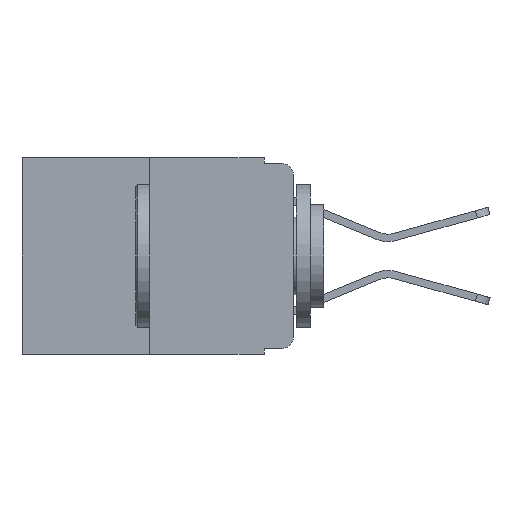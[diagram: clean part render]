
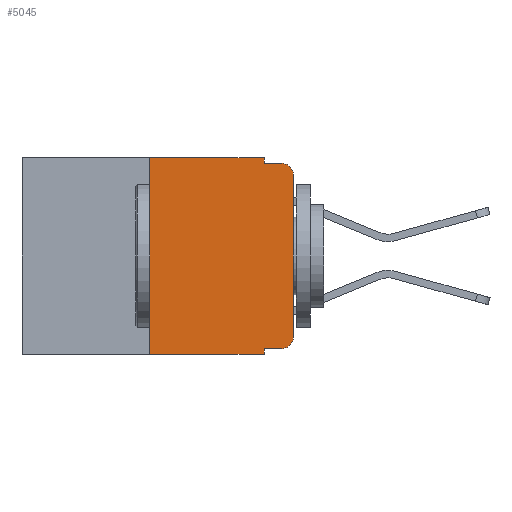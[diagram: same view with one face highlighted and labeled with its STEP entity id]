
A CAD part, left-side view. The second image highlights one B-rep face of the part: STEP entity #5045.
In plain terms, the highlighted planar face has unit normal (-1, 0, 0).
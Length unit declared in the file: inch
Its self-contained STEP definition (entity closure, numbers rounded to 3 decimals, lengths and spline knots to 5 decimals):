
#213 = CARTESIAN_POINT ( 'NONE',  ( 0., 0.051, 0. ) ) ;
#294 = CARTESIAN_POINT ( 'NONE',  ( 0., 0.25, 0. ) ) ;
#395 = CARTESIAN_POINT ( 'NONE',  ( 0., 0.02, -0.03 ) ) ;
#597 = EDGE_CURVE ( 'NONE', #6215, #2841, #767, .T. ) ;
#694 = EDGE_CURVE ( 'NONE', #2103, #11213, #6545, .T. ) ;
#729 = ORIENTED_EDGE ( 'NONE', *, *, #1376, .T. ) ;
#767 = CIRCLE ( 'NONE', #5641, 0.02 ) ;
#938 = VERTEX_POINT ( 'NONE', #5568 ) ;
#1376 = EDGE_CURVE ( 'NONE', #9806, #6215, #10338, .T. ) ;
#1566 = LINE ( 'NONE', #7070, #2558 ) ;
#1572 = LINE ( 'NONE', #5790, #10903 ) ;
#1611 = VERTEX_POINT ( 'NONE', #3982 ) ;
#2099 = ORIENTED_EDGE ( 'NONE', *, *, #2419, .T. ) ;
#2103 = VERTEX_POINT ( 'NONE', #7629 ) ;
#2263 = DIRECTION ( 'NONE',  ( -1., 0., 0. ) ) ;
#2284 = LINE ( 'NONE', #3964, #11612 ) ;
#2401 = CARTESIAN_POINT ( 'NONE',  ( 0., 0.051, -0.01 ) ) ;
#2419 = EDGE_CURVE ( 'NONE', #9133, #3749, #1566, .T. ) ;
#2558 = VECTOR ( 'NONE', #2603, 39.37008 ) ;
#2560 = DIRECTION ( 'NONE',  ( 0., 0., -1. ) ) ;
#2603 = DIRECTION ( 'NONE',  ( 0., -1., 0. ) ) ;
#2621 = FACE_OUTER_BOUND ( 'NONE', #11450, .T. ) ;
#2659 = ORIENTED_EDGE ( 'NONE', *, *, #3891, .T. ) ;
#2841 = VERTEX_POINT ( 'NONE', #6921 ) ;
#3049 = LINE ( 'NONE', #7807, #5586 ) ;
#3138 = LINE ( 'NONE', #2401, #8775 ) ;
#3386 = DIRECTION ( 'NONE',  ( 0., -1., 0. ) ) ;
#3583 = CARTESIAN_POINT ( 'NONE',  ( 0., 0., 0. ) ) ;
#3670 = ORIENTED_EDGE ( 'NONE', *, *, #7567, .F. ) ;
#3749 = VERTEX_POINT ( 'NONE', #5875 ) ;
#3755 = VERTEX_POINT ( 'NONE', #11221 ) ;
#3891 = EDGE_CURVE ( 'NONE', #1611, #9806, #6736, .T. ) ;
#3964 = CARTESIAN_POINT ( 'NONE',  ( 0., 0.051, -0.333 ) ) ;
#3982 = CARTESIAN_POINT ( 'NONE',  ( 0., 0.02, -0.333 ) ) ;
#4101 = DIRECTION ( 'NONE',  ( 0., 0., -1. ) ) ;
#4299 = CARTESIAN_POINT ( 'NONE',  ( 0., 0.02, -0.313 ) ) ;
#4308 = VECTOR ( 'NONE', #4546, 39.37008 ) ;
#4546 = DIRECTION ( 'NONE',  ( 0., 0., 1. ) ) ;
#4826 = DIRECTION ( 'NONE',  ( 0., 0., -1. ) ) ;
#5045 = ADVANCED_FACE ( 'NONE', ( #2621 ), #9862, .F. ) ;
#5053 = EDGE_CURVE ( 'NONE', #11213, #938, #3049, .T. ) ;
#5139 = VECTOR ( 'NONE', #10507, 39.37008 ) ;
#5234 = CARTESIAN_POINT ( 'NONE',  ( 0., 0.473, 0. ) ) ;
#5568 = CARTESIAN_POINT ( 'NONE',  ( 0., 0.051, -0.01 ) ) ;
#5586 = VECTOR ( 'NONE', #7004, 39.37008 ) ;
#5641 = AXIS2_PLACEMENT_3D ( 'NONE', #395, #2263, #4101 ) ;
#5790 = CARTESIAN_POINT ( 'NONE',  ( 0., 0.051, 0. ) ) ;
#5833 = VECTOR ( 'NONE', #10260, 39.37008 ) ;
#5875 = CARTESIAN_POINT ( 'NONE',  ( 0., 0.051, -0.343 ) ) ;
#6215 = VERTEX_POINT ( 'NONE', #8140 ) ;
#6545 = LINE ( 'NONE', #5234, #5139 ) ;
#6575 = EDGE_CURVE ( 'NONE', #9133, #2103, #8526, .T. ) ;
#6640 = AXIS2_PLACEMENT_3D ( 'NONE', #4299, #9714, #10582 ) ;
#6676 = ORIENTED_EDGE ( 'NONE', *, *, #5053, .F. ) ;
#6736 = CIRCLE ( 'NONE', #6640, 0.02 ) ;
#6921 = CARTESIAN_POINT ( 'NONE',  ( 0., 0.02, -0.01 ) ) ;
#7004 = DIRECTION ( 'NONE',  ( 0., 0., -1. ) ) ;
#7070 = CARTESIAN_POINT ( 'NONE',  ( 0., 0.473, -0.343 ) ) ;
#7567 = EDGE_CURVE ( 'NONE', #3755, #3749, #1572, .T. ) ;
#7583 = EDGE_CURVE ( 'NONE', #3755, #1611, #2284, .T. ) ;
#7621 = DIRECTION ( 'NONE',  ( 0., -1., 0. ) ) ;
#7629 = CARTESIAN_POINT ( 'NONE',  ( 0., 0.25, 0. ) ) ;
#7807 = CARTESIAN_POINT ( 'NONE',  ( 0., 0.051, 0. ) ) ;
#8140 = CARTESIAN_POINT ( 'NONE',  ( 0., 0., -0.03 ) ) ;
#8526 = LINE ( 'NONE', #294, #5833 ) ;
#8690 = CARTESIAN_POINT ( 'NONE',  ( 0., 0., -0.313 ) ) ;
#8691 = ORIENTED_EDGE ( 'NONE', *, *, #597, .T. ) ;
#8775 = VECTOR ( 'NONE', #3386, 39.37008 ) ;
#8960 = CARTESIAN_POINT ( 'NONE',  ( 0., 0.25, -0.343 ) ) ;
#9026 = ORIENTED_EDGE ( 'NONE', *, *, #694, .F. ) ;
#9133 = VERTEX_POINT ( 'NONE', #8960 ) ;
#9482 = EDGE_CURVE ( 'NONE', #938, #2841, #3138, .T. ) ;
#9714 = DIRECTION ( 'NONE',  ( -1., 0., 0. ) ) ;
#9725 = ORIENTED_EDGE ( 'NONE', *, *, #6575, .F. ) ;
#9806 = VERTEX_POINT ( 'NONE', #8690 ) ;
#9862 = PLANE ( 'NONE',  #10349 ) ;
#10158 = ORIENTED_EDGE ( 'NONE', *, *, #9482, .F. ) ;
#10251 = ORIENTED_EDGE ( 'NONE', *, *, #7583, .T. ) ;
#10260 = DIRECTION ( 'NONE',  ( 0., 0., 1. ) ) ;
#10338 = LINE ( 'NONE', #3583, #4308 ) ;
#10349 = AXIS2_PLACEMENT_3D ( 'NONE', #10846, #11451, #2560 ) ;
#10507 = DIRECTION ( 'NONE',  ( 0., -1., 0. ) ) ;
#10582 = DIRECTION ( 'NONE',  ( 0., 0., -1. ) ) ;
#10846 = CARTESIAN_POINT ( 'NONE',  ( 0., 0.473, 0. ) ) ;
#10903 = VECTOR ( 'NONE', #4826, 39.37008 ) ;
#11213 = VERTEX_POINT ( 'NONE', #213 ) ;
#11221 = CARTESIAN_POINT ( 'NONE',  ( 0., 0.051, -0.333 ) ) ;
#11450 = EDGE_LOOP ( 'NONE', ( #729, #8691, #10158, #6676, #9026, #9725, #2099, #3670, #10251, #2659 ) ) ;
#11451 = DIRECTION ( 'NONE',  ( 1., 0., 0. ) ) ;
#11612 = VECTOR ( 'NONE', #7621, 39.37008 ) ;
